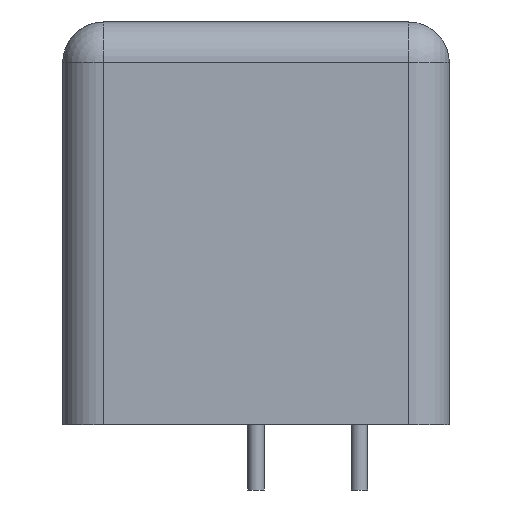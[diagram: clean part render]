
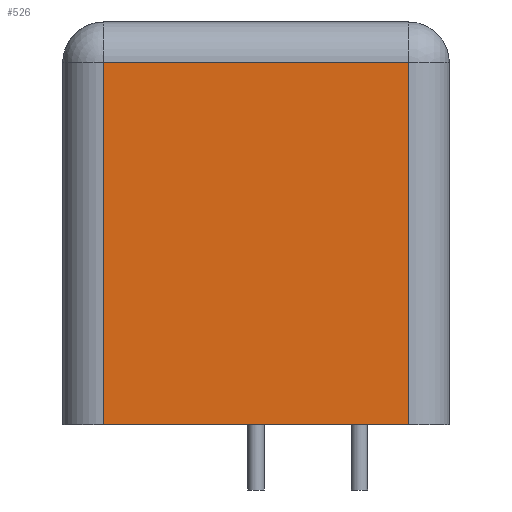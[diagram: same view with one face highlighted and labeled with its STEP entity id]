
A CAD part, left-side view. The second image highlights one B-rep face of the part: STEP entity #526.
In plain terms, the highlighted planar face has unit normal (-1, 0, 0).
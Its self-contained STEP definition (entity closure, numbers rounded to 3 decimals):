
#74=ORIENTED_EDGE('',*,*,#162,.T.);
#75=ORIENTED_EDGE('',*,*,#163,.T.);
#76=ORIENTED_EDGE('',*,*,#164,.T.);
#77=ORIENTED_EDGE('',*,*,#165,.T.);
#162=EDGE_CURVE('',#206,#207,#234,.F.);
#163=EDGE_CURVE('',#207,#208,#235,.T.);
#164=EDGE_CURVE('',#208,#209,#236,.T.);
#165=EDGE_CURVE('',#209,#206,#237,.F.);
#206=VERTEX_POINT('',#756);
#207=VERTEX_POINT('',#757);
#208=VERTEX_POINT('',#759);
#209=VERTEX_POINT('',#761);
#234=LINE('',#755,#254);
#235=LINE('',#758,#255);
#236=LINE('',#760,#256);
#237=LINE('',#762,#257);
#254=VECTOR('',#626,1000.);
#255=VECTOR('',#627,1000.);
#256=VECTOR('',#628,1000.);
#257=VECTOR('',#629,1000.);
#265=EDGE_LOOP('',(#74,#75,#76,#77));
#299=FACE_BOUND('',#265,.T.);
#333=PLANE('',#557);
#526=ADVANCED_FACE('',(#299),#333,.F.);
#557=AXIS2_PLACEMENT_3D('',#754,#624,#625);
#624=DIRECTION('',(1.,0.,0.));
#625=DIRECTION('',(0.,0.,-1.));
#626=DIRECTION('',(0.,-1.,0.));
#627=DIRECTION('',(0.,0.,-1.));
#628=DIRECTION('',(0.,-1.,0.));
#629=DIRECTION('',(0.,0.,-1.));
#754=CARTESIAN_POINT('',(-34.,9.5,19.8));
#755=CARTESIAN_POINT('',(-34.,9.5,17.8));
#756=CARTESIAN_POINT('',(-34.,-7.5,17.8));
#757=CARTESIAN_POINT('',(-34.,7.5,17.8));
#758=CARTESIAN_POINT('',(-34.,7.5,19.8));
#759=CARTESIAN_POINT('',(-34.,7.5,0.));
#760=CARTESIAN_POINT('',(-34.,9.5,0.));
#761=CARTESIAN_POINT('',(-34.,-7.5,0.));
#762=CARTESIAN_POINT('',(-34.,-7.5,19.8));
